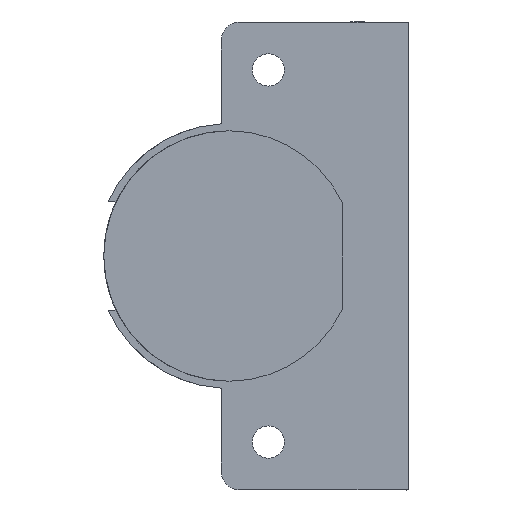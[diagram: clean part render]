
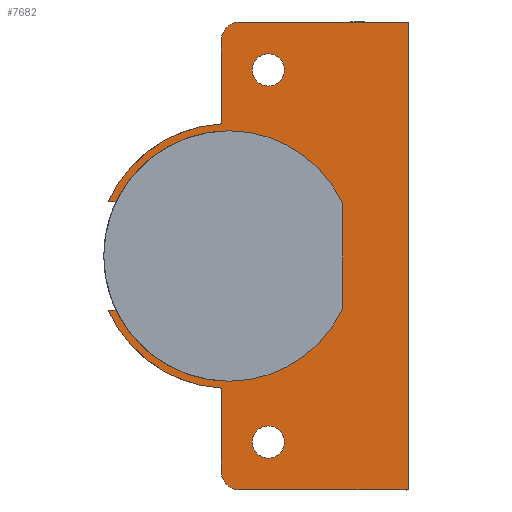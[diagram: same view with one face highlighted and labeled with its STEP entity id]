
A CAD part, front view. The second image highlights one B-rep face of the part: STEP entity #7682.
In plain terms, the highlighted planar face has unit normal (0, -1, 0).
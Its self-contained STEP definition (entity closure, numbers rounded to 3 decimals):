
#545=DIRECTION('',(-1.,0.,0.));
#546=VECTOR('',#545,23.59);
#547=CARTESIAN_POINT('',(38.366,0.001,-32.8));
#548=LINE('',#547,#546);
#1210=CARTESIAN_POINT('',(13.316,0.,
-0.1));
#1211=DIRECTION('',(0.,-1.,0.));
#1212=DIRECTION('',(-0.057,0.,0.998));
#1213=AXIS2_PLACEMENT_3D('',#1210,#1211,#1212);
#1218=DIRECTION('',(0.,0.,-1.));
#1219=VECTOR('',#1218,11.73);
#1220=CARTESIAN_POINT('',(12.266,0.,30.1));
#1221=LINE('',#1220,#1219);
#1225=CARTESIAN_POINT('',(14.776,0.,32.6));
#1226=CARTESIAN_POINT('',(14.358,0.,32.6));
#1227=CARTESIAN_POINT('',(13.703,0.,32.42));
#1228=CARTESIAN_POINT('',(12.965,0.,31.906));
#1229=CARTESIAN_POINT('',(12.448,0.,31.17));
#1230=CARTESIAN_POINT('',(12.266,0.,30.517));
#1231=CARTESIAN_POINT('',(12.266,0.,30.1));
#1236=DIRECTION('',(-1.,0.,0.));
#1237=VECTOR('',#1236,23.59);
#1238=CARTESIAN_POINT('',(38.366,0.001,32.6));
#1239=LINE('',#1238,#1237);
#1243=DIRECTION('',(0.,0.,1.));
#1244=VECTOR('',#1243,65.4);
#1245=CARTESIAN_POINT('',(38.366,0.001,-32.8));
#1246=LINE('',#1245,#1244);
#1250=CARTESIAN_POINT('',(12.266,0.,-30.3));
#1251=CARTESIAN_POINT('',(12.266,0.,
-30.717));
#1252=CARTESIAN_POINT('',(12.448,0.,
-31.37));
#1253=CARTESIAN_POINT('',(12.965,0.,
-32.106));
#1254=CARTESIAN_POINT('',(13.703,0.,
-32.62));
#1255=CARTESIAN_POINT('',(14.358,0.,-32.8));
#1256=CARTESIAN_POINT('',(14.776,0.,-32.8));
#1261=CARTESIAN_POINT('',(13.316,0.,
-0.1));
#1262=DIRECTION('',(0.,-1.,0.));
#1263=DIRECTION('',(-0.912,0.,-0.409));
#1264=AXIS2_PLACEMENT_3D('',#1261,#1262,#1263);
#1269=DIRECTION('',(-1.,0.,0.));
#1270=VECTOR('',#1269,1.102);
#1271=CARTESIAN_POINT('',(-2.46,0.,
-7.675));
#1272=LINE('',#1271,#1270);
#1276=CARTESIAN_POINT('',(13.316,0.,
-0.1));
#1277=DIRECTION('',(0.,1.,0.));
#1278=DIRECTION('',(0.,0.,-1.));
#1279=AXIS2_PLACEMENT_3D('',#1276,#1277,#1278);
#1284=CARTESIAN_POINT('',(13.316,0.,
-0.1));
#1285=DIRECTION('',(0.,1.,0.));
#1286=DIRECTION('',(0.909,0.,-0.418));
#1287=AXIS2_PLACEMENT_3D('',#1284,#1285,#1286);
#1292=DIRECTION('',(0.,0.,-1.));
#1293=VECTOR('',#1292,14.621);
#1294=CARTESIAN_POINT('',(29.216,0.001,7.21));
#1295=LINE('',#1294,#1293);
#1299=CARTESIAN_POINT('',(13.316,0.,
-0.1));
#1300=DIRECTION('',(0.,1.,0.));
#1301=DIRECTION('',(0.,0.,1.));
#1302=AXIS2_PLACEMENT_3D('',#1299,#1300,#1301);
#1307=CARTESIAN_POINT('',(13.316,0.,
-0.1));
#1308=DIRECTION('',(0.,1.,0.));
#1309=DIRECTION('',(-0.901,0.,0.433));
#1310=AXIS2_PLACEMENT_3D('',#1307,#1308,#1309);
#1315=DIRECTION('',(1.,0.,0.));
#1316=VECTOR('',#1315,1.102);
#1317=CARTESIAN_POINT('',(-3.562,0.,
7.475));
#1318=LINE('',#1317,#1316);
#1322=CARTESIAN_POINT('',(18.816,0.001,-26.1));
#1323=DIRECTION('',(0.,1.,0.));
#1324=DIRECTION('',(-1.,0.,0.));
#1325=AXIS2_PLACEMENT_3D('',#1322,#1323,#1324);
#1330=CARTESIAN_POINT('',(18.816,0.001,-26.1));
#1331=DIRECTION('',(0.,1.,0.));
#1332=DIRECTION('',(1.,0.,0.));
#1333=AXIS2_PLACEMENT_3D('',#1330,#1331,#1332);
#1338=CARTESIAN_POINT('',(18.816,0.001,25.9));
#1339=DIRECTION('',(0.,1.,0.));
#1340=DIRECTION('',(1.,0.,0.));
#1341=AXIS2_PLACEMENT_3D('',#1338,#1339,#1340);
#1346=CARTESIAN_POINT('',(18.816,0.001,25.9));
#1347=DIRECTION('',(0.,1.,0.));
#1348=DIRECTION('',(-1.,0.,0.));
#1349=AXIS2_PLACEMENT_3D('',#1346,#1347,#1348);
#5698=DIRECTION('',(0.,0.,1.));
#5699=VECTOR('',#5698,11.73);
#5700=CARTESIAN_POINT('',(12.266,0.,-30.3));
#5701=LINE('',#5700,#5699);
#5715=CARTESIAN_POINT('',(12.266,0.,
-18.57));
#6215=CARTESIAN_POINT('',(38.366,0.001,-32.8));
#6216=VERTEX_POINT('',#6215);
#6218=CARTESIAN_POINT('',(14.776,0.,-32.8));
#6219=VERTEX_POINT('',#6218);
#6226=CARTESIAN_POINT('',(12.266,0.,-30.3));
#6227=VERTEX_POINT('',#6226);
#6228=VERTEX_POINT('',#5715);
#6244=CARTESIAN_POINT('',(-3.562,0.,
-7.675));
#6245=VERTEX_POINT('',#6244);
#6248=CARTESIAN_POINT('',(38.366,0.001,32.6));
#6249=VERTEX_POINT('',#6248);
#6250=CARTESIAN_POINT('',(14.776,0.,32.6));
#6251=VERTEX_POINT('',#6250);
#6255=CARTESIAN_POINT('',(16.566,0.,-26.1));
#6256=VERTEX_POINT('',#6255);
#6257=CARTESIAN_POINT('',(21.066,0.001,-26.1));
#6258=VERTEX_POINT('',#6257);
#6267=CARTESIAN_POINT('',(-2.46,0.,
-7.675));
#6268=VERTEX_POINT('',#6267);
#6284=CARTESIAN_POINT('',(12.266,0.,18.37));
#6285=CARTESIAN_POINT('',(-3.562,0.,
7.475));
#6286=VERTEX_POINT('',#6284);
#6287=VERTEX_POINT('',#6285);
#6294=VERTEX_POINT('',#1231);
#6309=CARTESIAN_POINT('',(-2.46,0.,
7.475));
#6310=VERTEX_POINT('',#6309);
#6311=CARTESIAN_POINT('',(13.316,0.,-17.6));
#6312=VERTEX_POINT('',#6311);
#6313=CARTESIAN_POINT('',(13.316,0.,17.4));
#6314=CARTESIAN_POINT('',(29.216,0.001,7.21));
#6315=VERTEX_POINT('',#6313);
#6316=VERTEX_POINT('',#6314);
#6329=CARTESIAN_POINT('',(21.066,0.001,25.9));
#6330=CARTESIAN_POINT('',(16.566,0.,25.9));
#6331=VERTEX_POINT('',#6329);
#6332=VERTEX_POINT('',#6330);
#6333=CARTESIAN_POINT('',(29.216,0.001,
-7.41));
#6334=VERTEX_POINT('',#6333);
#7635=CARTESIAN_POINT('',(13.316,0.,
-0.1));
#7636=DIRECTION('',(0.,-1.,0.));
#7637=DIRECTION('',(0.,0.,1.));
#7638=AXIS2_PLACEMENT_3D('',#7635,#7636,#7637);
#7639=PLANE('',#7638);
#7641=ORIENTED_EDGE('',*,*,#7640,.F.);
#7643=ORIENTED_EDGE('',*,*,#7642,.F.);
#7645=ORIENTED_EDGE('',*,*,#7644,.F.);
#7647=ORIENTED_EDGE('',*,*,#7646,.F.);
#7649=ORIENTED_EDGE('',*,*,#7648,.F.);
#7650=ORIENTED_EDGE('',*,*,#7158,.T.);
#7652=ORIENTED_EDGE('',*,*,#7651,.F.);
#7654=ORIENTED_EDGE('',*,*,#7653,.T.);
#7656=ORIENTED_EDGE('',*,*,#7655,.F.);
#7657=ORIENTED_EDGE('',*,*,#7325,.F.);
#7659=ORIENTED_EDGE('',*,*,#7658,.F.);
#7661=ORIENTED_EDGE('',*,*,#7660,.F.);
#7663=ORIENTED_EDGE('',*,*,#7662,.F.);
#7665=ORIENTED_EDGE('',*,*,#7664,.F.);
#7667=ORIENTED_EDGE('',*,*,#7666,.F.);
#7669=ORIENTED_EDGE('',*,*,#7668,.F.);
#7670=EDGE_LOOP('',(#7641,#7643,#7645,#7647,#7649,#7650,#7652,#7654,#7656,#7657,
#7659,#7661,#7663,#7665,#7667,#7669));
#7671=FACE_OUTER_BOUND('',#7670,.F.);
#7673=ORIENTED_EDGE('',*,*,#7672,.F.);
#7675=ORIENTED_EDGE('',*,*,#7674,.F.);
#7676=EDGE_LOOP('',(#7673,#7675));
#7677=FACE_BOUND('',#7676,.F.);
#7678=ORIENTED_EDGE('',*,*,#7615,.F.);
#7679=ORIENTED_EDGE('',*,*,#7629,.F.);
#7680=EDGE_LOOP('',(#7678,#7679));
#7681=FACE_BOUND('',#7680,.F.);
#1214=CIRCLE('',#1213,18.5);
#1232=B_SPLINE_CURVE_WITH_KNOTS('',3,(#1225,#1226,#1227,#1228,#1229,#1230,
#1231),.UNSPECIFIED.,.F.,.F.,(4,1,1,1,4),(0.,0.25,0.5,0.75,1.),
.UNSPECIFIED.);
#1257=B_SPLINE_CURVE_WITH_KNOTS('',3,(#1250,#1251,#1252,#1253,#1254,#1255,
#1256),.UNSPECIFIED.,.F.,.F.,(4,1,1,1,4),(0.,0.25,0.5,0.75,1.),
.UNSPECIFIED.);
#1265=CIRCLE('',#1264,18.5);
#1280=CIRCLE('',#1279,17.5);
#1288=CIRCLE('',#1287,17.5);
#1303=CIRCLE('',#1302,17.5);
#1311=CIRCLE('',#1310,17.5);
#1326=CIRCLE('',#1325,2.25);
#1334=CIRCLE('',#1333,2.25);
#1342=CIRCLE('',#1341,2.25);
#1350=CIRCLE('',#1349,2.25);
#7158=EDGE_CURVE('',#6216,#6219,#548,.T.);
#7325=EDGE_CURVE('',#6268,#6245,#1272,.T.);
#7615=EDGE_CURVE('',#6331,#6332,#1342,.T.);
#7629=EDGE_CURVE('',#6332,#6331,#1350,.T.);
#7640=EDGE_CURVE('',#6286,#6287,#1214,.T.);
#7642=EDGE_CURVE('',#6294,#6286,#1221,.T.);
#7644=EDGE_CURVE('',#6251,#6294,#1232,.T.);
#7646=EDGE_CURVE('',#6249,#6251,#1239,.T.);
#7648=EDGE_CURVE('',#6216,#6249,#1246,.T.);
#7651=EDGE_CURVE('',#6227,#6219,#1257,.T.);
#7653=EDGE_CURVE('',#6227,#6228,#5701,.T.);
#7655=EDGE_CURVE('',#6245,#6228,#1265,.T.);
#7658=EDGE_CURVE('',#6312,#6268,#1280,.T.);
#7660=EDGE_CURVE('',#6334,#6312,#1288,.T.);
#7662=EDGE_CURVE('',#6316,#6334,#1295,.T.);
#7664=EDGE_CURVE('',#6315,#6316,#1303,.T.);
#7666=EDGE_CURVE('',#6310,#6315,#1311,.T.);
#7668=EDGE_CURVE('',#6287,#6310,#1318,.T.);
#7672=EDGE_CURVE('',#6256,#6258,#1326,.T.);
#7674=EDGE_CURVE('',#6258,#6256,#1334,.T.);
#7682=ADVANCED_FACE('',(#7671,#7677,#7681),#7639,.T.);
